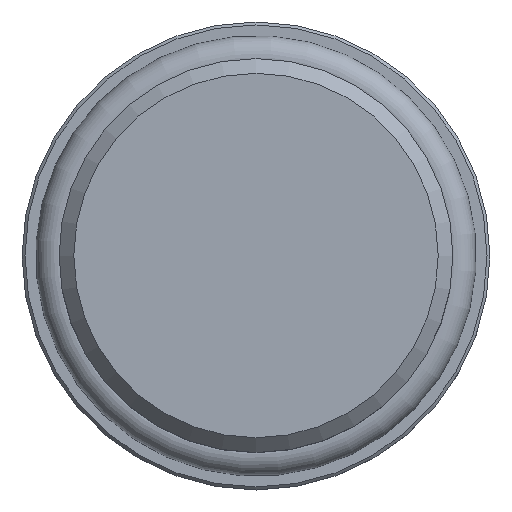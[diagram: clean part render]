
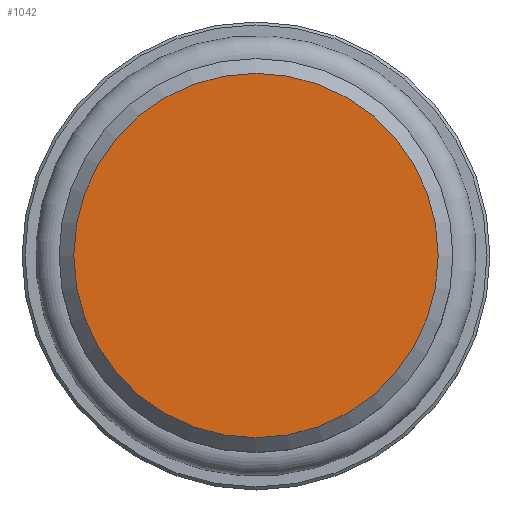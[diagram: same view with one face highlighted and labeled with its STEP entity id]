
A CAD part, top view. The second image highlights one B-rep face of the part: STEP entity #1042.
In plain terms, the highlighted planar face has unit normal (0, 0, 1).
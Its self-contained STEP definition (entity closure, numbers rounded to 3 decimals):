
#999=CARTESIAN_POINT('',(12.365,0.,19.5));
#1000=VERTEX_POINT('',#999);
#1001=CARTESIAN_POINT('',(0.0,0.0,19.5));
#1002=DIRECTION('',(0.0,0.0,-1.0));
#1003=DIRECTION('',(-1.0,0.0,0.0));
#1004=AXIS2_PLACEMENT_3D('',#1001,#1002,#1003);
#1005=CIRCLE('',#1004,12.365);
#1006=EDGE_CURVE('',#1000,#1000,#1005,.T.);
#1034=CARTESIAN_POINT('',(0.0,0.0,19.5));
#1035=DIRECTION('',(0.0,0.0,-1.0));
#1036=DIRECTION('',(-1.0,0.0,0.0));
#1037=AXIS2_PLACEMENT_3D('',#1034,#1035,#1036);
#1038=PLANE('',#1037);
#1039=ORIENTED_EDGE('',*,*,#1006,.F.);
#1040=EDGE_LOOP('',(#1039));
#1041=FACE_OUTER_BOUND('',#1040,.T.);
#1042=ADVANCED_FACE('',(#1041),#1038,.F.);
